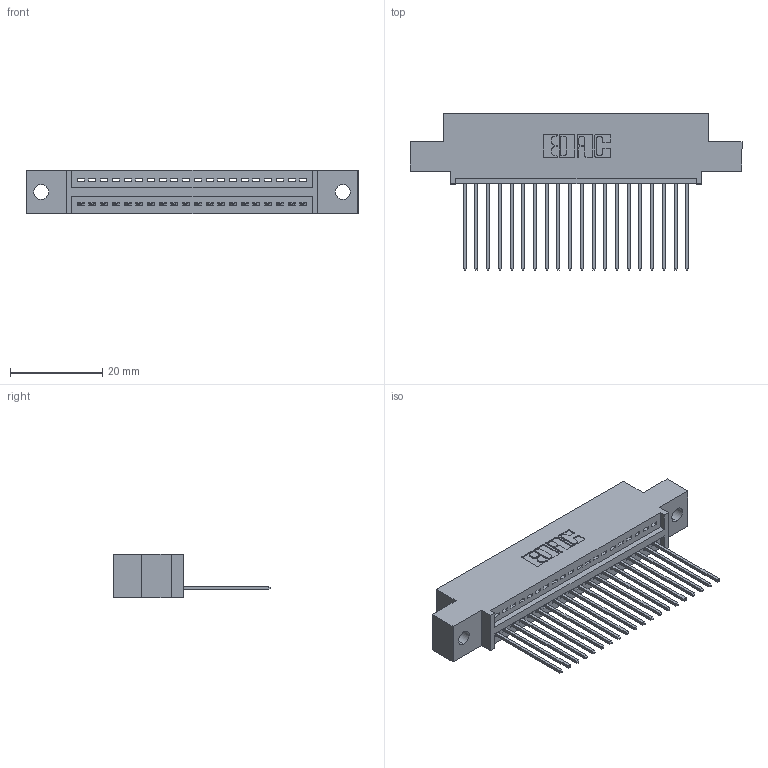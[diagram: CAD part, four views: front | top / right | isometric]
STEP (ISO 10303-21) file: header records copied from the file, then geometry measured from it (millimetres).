
FILE_DESCRIPTION (( 'STEP AP203' ), '1' );
FILE_NAME ('395-020-541-402.STEP', '2019-10-17T18:57:53', ( '' ), ( '' ), 'SwSTEP 2.0', 'SolidWorks 2016', '' );
FILE_SCHEMA (( 'CONFIG_CONTROL_DESIGN' ));
Length unit declared in the file: inch
Products named in the file (3): 395-020-541-402; 345-292-001_345-293-141; 345 Part_0.110 Offset - 0.128 Dia
Assembly tree (21 placements, depth 2):
  395-020-541-402
    345 Part_0.110 Offset - 0.128 Dia
    345-292-001_345-293-141  x20
Bounding box: 72.01 x 33.96 x 9.4 mm (x, y, z)
Volume: 6615.2 mm3; surface area: 8690.7 mm2
Topology: 21 solids, 21 shells, 1290 faces, 3873 edges, 2554 vertices
Faces by surface type: plane 884, cylinder 406
Entity records: 18167 total; most frequent: CARTESIAN_POINT 3156, ORIENTED_EDGE 3110, DIRECTION 2787, EDGE_CURVE 1555, LINE 1343, VECTOR 1343, VERTEX_POINT 1034, AXIS2_PLACEMENT_3D 722
